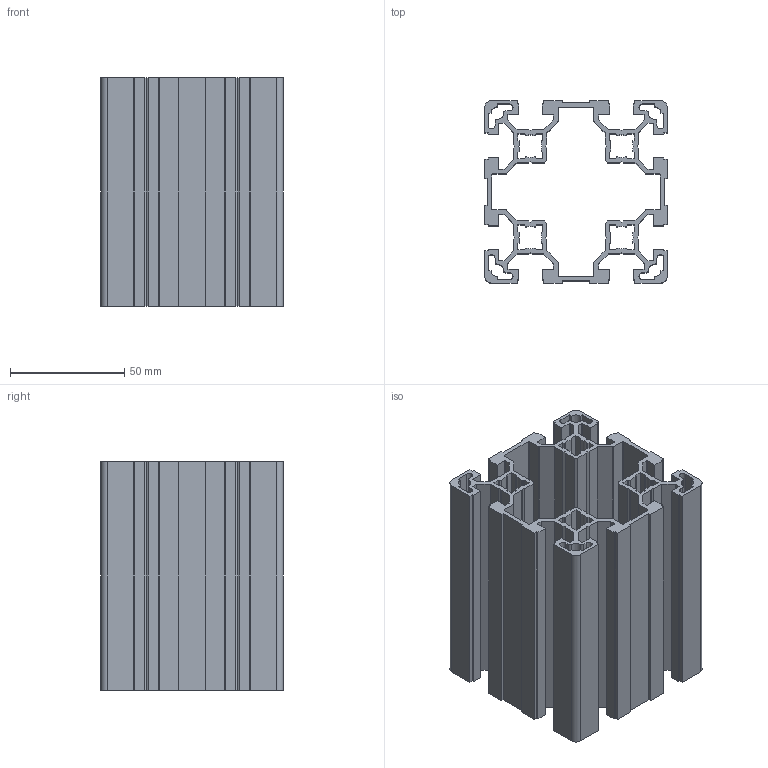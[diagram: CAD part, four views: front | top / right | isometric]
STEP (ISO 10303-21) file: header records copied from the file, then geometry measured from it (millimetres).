
FILE_DESCRIPTION (( 'STEP AP203' ), '1' );
FILE_NAME ('Äåòàëü6.STEP', '2015-06-07T06:18:50', ( 'Advo' ), ( '' ), 'SwSTEP 2.0', 'SolidWorks 2012', '' );
FILE_SCHEMA (( 'CONFIG_CONTROL_DESIGN' ));
Length unit declared in the file: millimetre
Products named in the file (1): 櫻蠉錪6
Bounding box: 80 x 80 x 100 mm (x, y, z)
Volume: 143647.9 mm3; surface area: 129032.7 mm2
Topology: 1 solids, 1 shells, 424 faces, 1266 edges, 844 vertices
Faces by surface type: plane 302, cylinder 122
Entity records: 14307 total; most frequent: CARTESIAN_POINT 2535, ORIENTED_EDGE 2532, DIRECTION 2360, EDGE_CURVE 1266, VECTOR 1022, LINE 1022, VERTEX_POINT 844, AXIS2_PLACEMENT_3D 669
